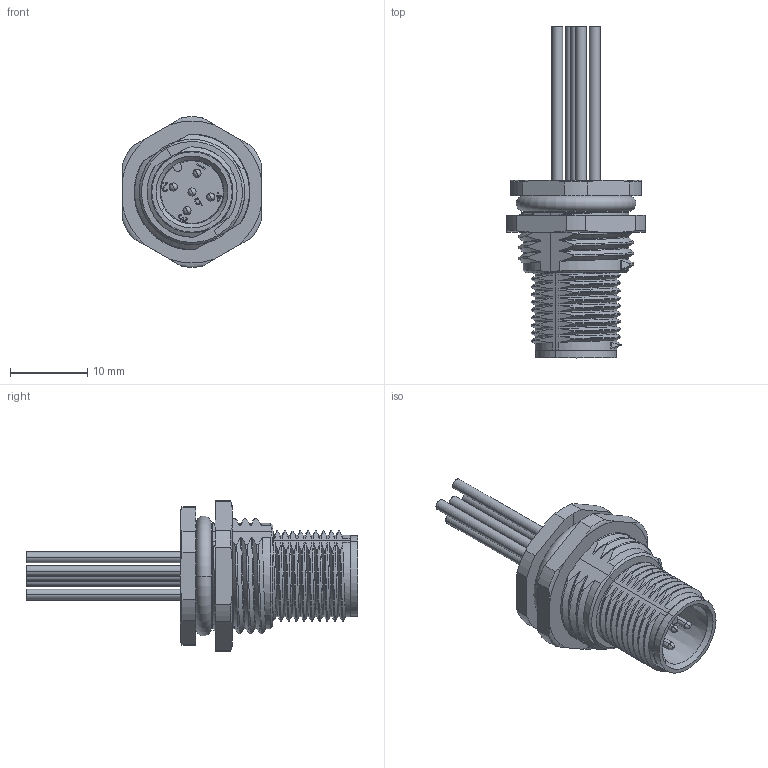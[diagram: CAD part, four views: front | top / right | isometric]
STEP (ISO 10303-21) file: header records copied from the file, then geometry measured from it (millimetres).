
FILE_DESCRIPTION((''),'2;1');
FILE_NAME('M12-M05A-BK-PG9_1P5-W_SW0001','2017-07-21T',('hq.zhang'),(''),'PRO/ENGINEER BY PARAMETRIC TECHNOLOGY CORPORATION, 2012480','PRO/ENGINEER BY PARAMETRIC TECHNOLOGY CORPORATION, 2012480','');
FILE_SCHEMA(('AUTOMOTIVE_DESIGN { 1 0 10303 214 1 1 1 1 }'));
Length unit declared in the file: millimetre
Products named in the file (1): M12-M05A-BK-PG9_1P5-W_SW0001
Bounding box: 18 x 43 x 19.48 mm (x, y, z)
Volume: 3075.4 mm3; surface area: 2850.3 mm2
Topology: 1 solids, 3 shells, 435 faces, 1235 edges, 807 vertices
Faces by surface type: plane 196, bspline 108, cylinder 90, cone 17, torus 14, sphere 10
Entity records: 24552 total; most frequent: CARTESIAN_POINT 13995, ORIENTED_EDGE 2450, DIRECTION 1695, EDGE_CURVE 1225, VERTEX_POINT 807, VECTOR 703, LINE 703, AXIS2_PLACEMENT_3D 496
